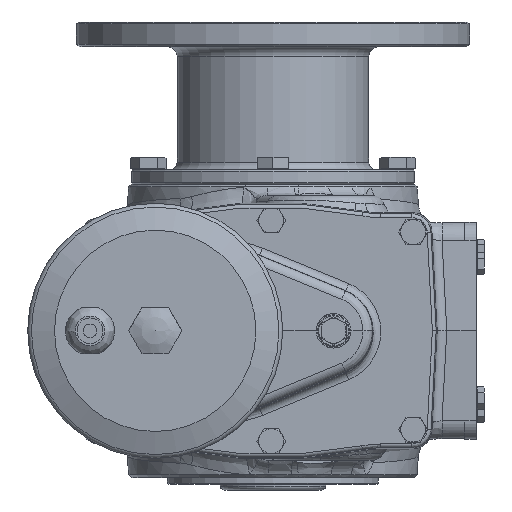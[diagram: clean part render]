
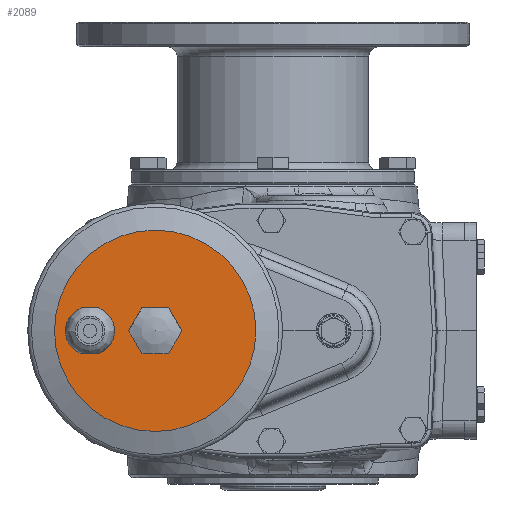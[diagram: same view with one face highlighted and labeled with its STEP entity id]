
A CAD part, left-side view. The second image highlights one B-rep face of the part: STEP entity #2089.
In plain terms, the highlighted planar face has unit normal (-1, 0, 0).
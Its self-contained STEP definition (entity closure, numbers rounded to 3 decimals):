
#2089 = ADVANCED_FACE( '', ( #4917, #4918, #4919 ), #4920, .T. );
#4917 = FACE_BOUND( '', #15067, .T. );
#4918 = FACE_OUTER_BOUND( '', #15068, .T. );
#4919 = FACE_BOUND( '', #15069, .T. );
#4920 = PLANE( '', #15070 );
#15067 = EDGE_LOOP( '', ( #30131, #30132, #30133, #30134 ) );
#15068 = EDGE_LOOP( '', ( #30135 ) );
#15069 = EDGE_LOOP( '', ( #30136, #30137, #30138, #30139, #30140, #30141 ) );
#15070 = AXIS2_PLACEMENT_3D( '', #30142, #30143, #30144 );
#30131 = ORIENTED_EDGE( '', *, *, #36144, .F. );
#30132 = ORIENTED_EDGE( '', *, *, #36050, .F. );
#30133 = ORIENTED_EDGE( '', *, *, #36110, .F. );
#30134 = ORIENTED_EDGE( '', *, *, #36145, .T. );
#30135 = ORIENTED_EDGE( '', *, *, #36146, .T. );
#30136 = ORIENTED_EDGE( '', *, *, #36126, .T. );
#30137 = ORIENTED_EDGE( '', *, *, #34358, .T. );
#30138 = ORIENTED_EDGE( '', *, *, #36147, .T. );
#30139 = ORIENTED_EDGE( '', *, *, #35796, .T. );
#30140 = ORIENTED_EDGE( '', *, *, #35235, .T. );
#30141 = ORIENTED_EDGE( '', *, *, #35130, .T. );
#30142 = CARTESIAN_POINT( '', ( -574.4, 113.9, 0. ) );
#30143 = DIRECTION( '', ( -1., 0., 0. ) );
#30144 = DIRECTION( '', ( 0., 1., 0. ) );
#34358 = EDGE_CURVE( '', #37611, #37615, #37617, .T. );
#35130 = EDGE_CURVE( '', #38897, #38901, #38903, .T. );
#35235 = EDGE_CURVE( '', #39063, #38897, #39066, .T. );
#35796 = EDGE_CURVE( '', #39895, #39063, #39898, .T. );
#36050 = EDGE_CURVE( '', #40254, #40256, #40257, .T. );
#36110 = EDGE_CURVE( '', #40327, #40254, #40329, .T. );
#36126 = EDGE_CURVE( '', #38901, #37611, #40352, .T. );
#36144 = EDGE_CURVE( '', #40256, #40378, #40379, .T. );
#36145 = EDGE_CURVE( '', #40327, #40378, #40380, .T. );
#36146 = EDGE_CURVE( '', #40381, #40381, #40382, .T. );
#36147 = EDGE_CURVE( '', #37615, #39895, #40383, .T. );
#37611 = VERTEX_POINT( '', #42665 );
#37615 = VERTEX_POINT( '', #42670 );
#37617 = LINE( '', #42673, #42674 );
#38897 = VERTEX_POINT( '', #45941 );
#38901 = VERTEX_POINT( '', #45946 );
#38903 = LINE( '', #45949, #45950 );
#39063 = VERTEX_POINT( '', #46374 );
#39066 = LINE( '', #46378, #46379 );
#39895 = VERTEX_POINT( '', #48582 );
#39898 = LINE( '', #48586, #48587 );
#40254 = VERTEX_POINT( '', #49690 );
#40256 = VERTEX_POINT( '', #49693 );
#40257 = LINE( '', #49694, #49695 );
#40327 = VERTEX_POINT( '', #49820 );
#40329 = CIRCLE( '', #49823, 12.8 );
#40352 = LINE( '', #49857, #49858 );
#40378 = VERTEX_POINT( '', #49911 );
#40379 = CIRCLE( '', #49912, 12.8 );
#40380 = LINE( '', #49913, #49914 );
#40381 = VERTEX_POINT( '', #49915 );
#40382 = CIRCLE( '', #49916, 52.5 );
#40383 = LINE( '', #49917, #49918 );
#42665 = CARTESIAN_POINT( '', ( -574.4, 47.544, 0. ) );
#42670 = CARTESIAN_POINT( '', ( -574.4, 54.472, -12. ) );
#42673 = CARTESIAN_POINT( '', ( -574.4, 47.544, 0. ) );
#42674 = VECTOR( '', #53476, 1000. );
#45941 = CARTESIAN_POINT( '', ( -574.4, 68.328, 12. ) );
#45946 = CARTESIAN_POINT( '', ( -574.4, 54.472, 12. ) );
#45949 = CARTESIAN_POINT( '', ( -574.4, 68.328, 12. ) );
#45950 = VECTOR( '', #54415, 1000. );
#46374 = CARTESIAN_POINT( '', ( -574.4, 75.256, 0. ) );
#46378 = CARTESIAN_POINT( '', ( -574.4, 75.256, 0. ) );
#46379 = VECTOR( '', #54525, 1000. );
#48582 = CARTESIAN_POINT( '', ( -574.4, 68.328, -12. ) );
#48586 = CARTESIAN_POINT( '', ( -574.4, 68.328, -12. ) );
#48587 = VECTOR( '', #55089, 1000. );
#49690 = CARTESIAN_POINT( '', ( -574.4, 99.854, -12. ) );
#49693 = CARTESIAN_POINT( '', ( -574.4, 90.946, -12. ) );
#49694 = CARTESIAN_POINT( '', ( -574.4, 99.854, -12. ) );
#49695 = VECTOR( '', #55383, 1000. );
#49820 = CARTESIAN_POINT( '', ( -574.4, 99.854, 12. ) );
#49823 = AXIS2_PLACEMENT_3D( '', #55443, #55444, #55445 );
#49857 = CARTESIAN_POINT( '', ( -574.4, 54.472, 12. ) );
#49858 = VECTOR( '', #55460, 1000. );
#49911 = CARTESIAN_POINT( '', ( -574.4, 90.946, 12. ) );
#49912 = AXIS2_PLACEMENT_3D( '', #55472, #55473, #55474 );
#49913 = CARTESIAN_POINT( '', ( -574.4, 99.854, 12. ) );
#49914 = VECTOR( '', #55475, 1000. );
#49915 = CARTESIAN_POINT( '', ( -574.4, 113.9, 0. ) );
#49916 = AXIS2_PLACEMENT_3D( '', #55476, #55477, #55478 );
#49917 = CARTESIAN_POINT( '', ( -574.4, 54.472, -12. ) );
#49918 = VECTOR( '', #55479, 1000. );
#53476 = DIRECTION( '', ( 0., 0.5, -0.866 ) );
#54415 = DIRECTION( '', ( 0., -1., 0. ) );
#54525 = DIRECTION( '', ( 0., -0.5, 0.866 ) );
#55089 = DIRECTION( '', ( 0., 0.5, 0.866 ) );
#55383 = DIRECTION( '', ( 0., -1., 0. ) );
#55443 = CARTESIAN_POINT( '', ( -574.4, 95.4, 0. ) );
#55444 = DIRECTION( '', ( -1., 0., 0. ) );
#55445 = DIRECTION( '', ( 0., 1., 0. ) );
#55460 = DIRECTION( '', ( 0., -0.5, -0.866 ) );
#55472 = CARTESIAN_POINT( '', ( -574.4, 95.4, 0. ) );
#55473 = DIRECTION( '', ( -1., 0., 0. ) );
#55474 = DIRECTION( '', ( 0., 1., 0. ) );
#55475 = DIRECTION( '', ( 0., -1., 0. ) );
#55476 = CARTESIAN_POINT( '', ( -574.4, 61.4, 0. ) );
#55477 = DIRECTION( '', ( -1., 0., 0. ) );
#55478 = DIRECTION( '', ( 0., 1., 0. ) );
#55479 = DIRECTION( '', ( 0., 1., 0. ) );
